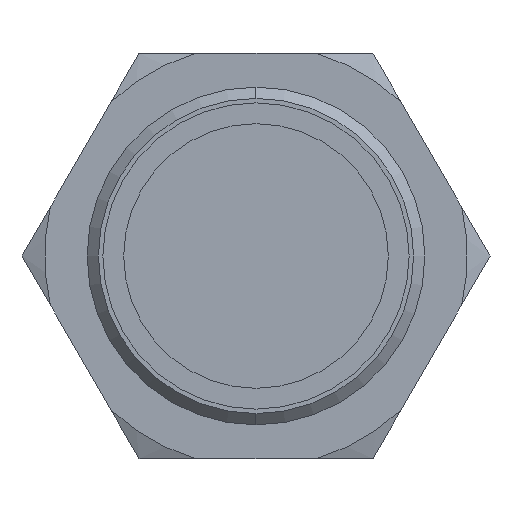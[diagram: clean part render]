
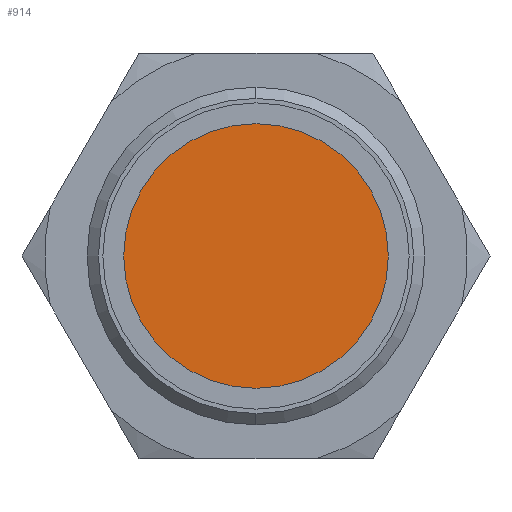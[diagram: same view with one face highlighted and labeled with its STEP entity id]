
A CAD part, left-side view. The second image highlights one B-rep face of the part: STEP entity #914.
In plain terms, the highlighted planar face has unit normal (-1, 0, 0).
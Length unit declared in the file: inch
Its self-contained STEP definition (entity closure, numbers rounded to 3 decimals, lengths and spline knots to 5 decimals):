
#234 = DIRECTION ( 'NONE',  ( 0., -1., 0. ) ) ;
#277 = EDGE_CURVE ( 'NONE', #4903, #3295, #418, .T. ) ;
#418 = CIRCLE ( 'NONE', #2947, 0.4626 ) ;
#810 = CARTESIAN_POINT ( 'NONE',  ( -0.03898, 0., -0.4626 ) ) ;
#899 = EDGE_CURVE ( 'NONE', #3295, #4903, #2123, .T. ) ;
#914 = ADVANCED_FACE ( 'NONE', ( #4376 ), #3436, .F. ) ;
#1100 = DIRECTION ( 'NONE',  ( 1., 0., 0. ) ) ;
#1595 = ORIENTED_EDGE ( 'NONE', *, *, #277, .F. ) ;
#2123 = CIRCLE ( 'NONE', #2675, 0.4626 ) ;
#2600 = CARTESIAN_POINT ( 'NONE',  ( -0.03898, 0., 0. ) ) ;
#2675 = AXIS2_PLACEMENT_3D ( 'NONE', #5060, #3842, #3857 ) ;
#2932 = AXIS2_PLACEMENT_3D ( 'NONE', #4583, #1100, #3803 ) ;
#2947 = AXIS2_PLACEMENT_3D ( 'NONE', #2600, #4556, #234 ) ;
#3001 = EDGE_LOOP ( 'NONE', ( #1595, #3372 ) ) ;
#3295 = VERTEX_POINT ( 'NONE', #810 ) ;
#3372 = ORIENTED_EDGE ( 'NONE', *, *, #899, .F. ) ;
#3436 = PLANE ( 'NONE',  #2932 ) ;
#3803 = DIRECTION ( 'NONE',  ( 0., 0., -1. ) ) ;
#3842 = DIRECTION ( 'NONE',  ( 1., 0., 0. ) ) ;
#3857 = DIRECTION ( 'NONE',  ( 0., -1., 0. ) ) ;
#4376 = FACE_OUTER_BOUND ( 'NONE', #3001, .T. ) ;
#4556 = DIRECTION ( 'NONE',  ( 1., 0., 0. ) ) ;
#4583 = CARTESIAN_POINT ( 'NONE',  ( -0.03898, 0., 0. ) ) ;
#4903 = VERTEX_POINT ( 'NONE', #5115 ) ;
#5060 = CARTESIAN_POINT ( 'NONE',  ( -0.03898, 0., 0. ) ) ;
#5115 = CARTESIAN_POINT ( 'NONE',  ( -0.03898, 0., 0.4626 ) ) ;
